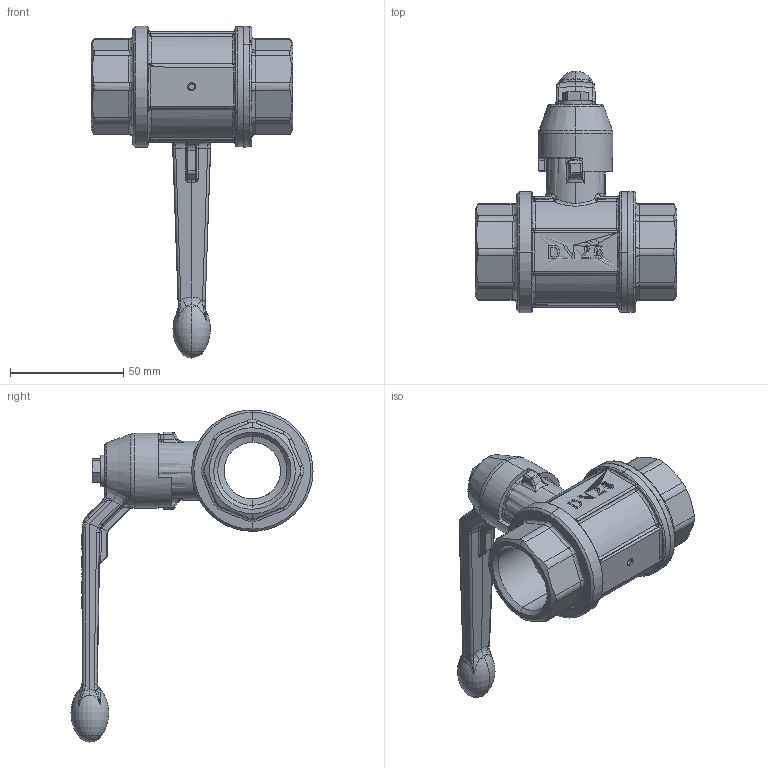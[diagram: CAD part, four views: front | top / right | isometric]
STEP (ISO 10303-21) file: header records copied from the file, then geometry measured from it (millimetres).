
FILE_DESCRIPTION (( 'STEP AP214' ), '1' );
FILE_NAME ('2351N206.STEP', '2021-03-08T12:05:04', ( '' ), ( '' ), 'SwSTEP 2.0', 'SolidWorks 2021', '' );
FILE_SCHEMA (( 'AUTOMOTIVE_DESIGN' ));
Length unit declared in the file: millimetre
Products named in the file (1): 2351N206
Bounding box: 89.25 x 107.07 x 146.86 mm (x, y, z)
Surface area: 33000.5 mm2 (no closed solid volume)
Topology: 0 solids, 22 shells, 664 faces, 1785 edges, 1102 vertices
Faces by surface type: plane 228, bspline 219, cylinder 121, cone 48, torus 36, sphere 12
Entity records: 30268 total; most frequent: CARTESIAN_POINT 18808, ORIENTED_EDGE 3192, EDGE_CURVE 1747, B_SPLINE_CURVE_WITH_KNOTS 1572, VERTEX_POINT 1101, DIRECTION 880, EDGE_LOOP 678, ADVANCED_FACE 658
